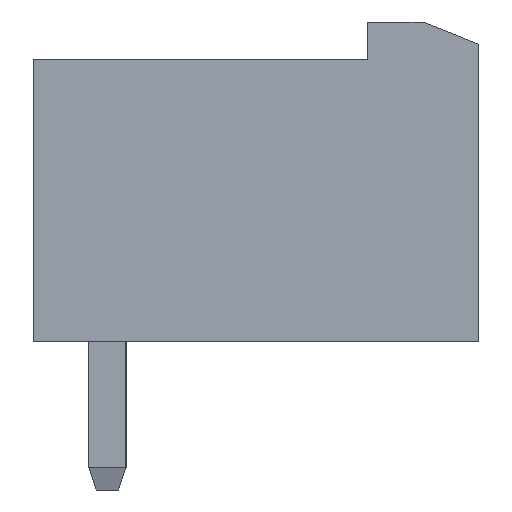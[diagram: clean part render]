
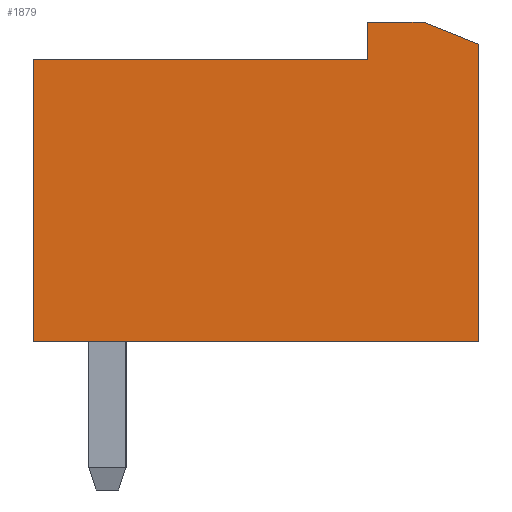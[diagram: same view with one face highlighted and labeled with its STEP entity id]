
A CAD part, left-side view. The second image highlights one B-rep face of the part: STEP entity #1879.
In plain terms, the highlighted planar face has unit normal (-1, 0, 0).
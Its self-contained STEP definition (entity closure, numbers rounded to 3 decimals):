
#22 = VERTEX_POINT('',#23);
#23 = CARTESIAN_POINT('',(-3.54,2.,7.6));
#32 = PLANE('',#33);
#33 = AXIS2_PLACEMENT_3D('',#34,#35,#36);
#34 = CARTESIAN_POINT('',(-3.54,2.,7.6));
#35 = DIRECTION('',(0.,1.,0.));
#36 = DIRECTION('',(0.,0.,-1.));
#44 = PLANE('',#45);
#45 = AXIS2_PLACEMENT_3D('',#46,#47,#48);
#46 = CARTESIAN_POINT('',(-3.54,-7.,7.6));
#47 = DIRECTION('',(0.,0.,1.));
#48 = DIRECTION('',(0.,1.,0.));
#85 = VERTEX_POINT('',#86);
#86 = CARTESIAN_POINT('',(-3.54,2.,0.));
#100 = PLANE('',#101);
#101 = AXIS2_PLACEMENT_3D('',#102,#103,#104);
#102 = CARTESIAN_POINT('',(-3.54,2.,0.));
#103 = DIRECTION('',(0.,0.,-1.));
#104 = DIRECTION('',(0.,-1.,0.));
#112 = EDGE_CURVE('',#22,#85,#113,.T.);
#113 = SURFACE_CURVE('',#114,(#118,#125),.PCURVE_S1.);
#114 = LINE('',#115,#116);
#115 = CARTESIAN_POINT('',(-3.54,2.,7.6));
#116 = VECTOR('',#117,1.);
#117 = DIRECTION('',(0.,0.,-1.));
#118 = PCURVE('',#32,#119);
#119 = DEFINITIONAL_REPRESENTATION('',(#120),#124);
#120 = LINE('',#121,#122);
#121 = CARTESIAN_POINT('',(0.,0.));
#122 = VECTOR('',#123,1.);
#123 = DIRECTION('',(1.,0.));
#124 = ( GEOMETRIC_REPRESENTATION_CONTEXT(2)
PARAMETRIC_REPRESENTATION_CONTEXT() REPRESENTATION_CONTEXT('2D SPACE',''
) );
#125 = PCURVE('',#126,#131);
#126 = PLANE('',#127);
#127 = AXIS2_PLACEMENT_3D('',#128,#129,#130);
#128 = CARTESIAN_POINT('',(-3.54,2.,7.6));
#129 = DIRECTION('',(1.,0.,0.));
#130 = DIRECTION('',(0.,-1.,0.));
#131 = DEFINITIONAL_REPRESENTATION('',(#132),#136);
#132 = LINE('',#133,#134);
#133 = CARTESIAN_POINT('',(0.,0.));
#134 = VECTOR('',#135,1.);
#135 = DIRECTION('',(0.,1.));
#136 = ( GEOMETRIC_REPRESENTATION_CONTEXT(2)
PARAMETRIC_REPRESENTATION_CONTEXT() REPRESENTATION_CONTEXT('2D SPACE',''
) );
#142 = VERTEX_POINT('',#143);
#143 = CARTESIAN_POINT('',(-3.54,-7.,7.6));
#159 = PLANE('',#160);
#160 = AXIS2_PLACEMENT_3D('',#161,#162,#163);
#161 = CARTESIAN_POINT('',(-3.54,-7.,8.6));
#162 = DIRECTION('',(0.,1.,0.));
#163 = DIRECTION('',(0.,0.,-1.));
#193 = EDGE_CURVE('',#142,#22,#194,.T.);
#194 = SURFACE_CURVE('',#195,(#199,#206),.PCURVE_S1.);
#195 = LINE('',#196,#197);
#196 = CARTESIAN_POINT('',(-3.54,-7.,7.6));
#197 = VECTOR('',#198,1.);
#198 = DIRECTION('',(0.,1.,0.));
#199 = PCURVE('',#44,#200);
#200 = DEFINITIONAL_REPRESENTATION('',(#201),#205);
#201 = LINE('',#202,#203);
#202 = CARTESIAN_POINT('',(0.,0.));
#203 = VECTOR('',#204,1.);
#204 = DIRECTION('',(1.,0.));
#205 = ( GEOMETRIC_REPRESENTATION_CONTEXT(2)
PARAMETRIC_REPRESENTATION_CONTEXT() REPRESENTATION_CONTEXT('2D SPACE',''
) );
#206 = PCURVE('',#126,#207);
#207 = DEFINITIONAL_REPRESENTATION('',(#208),#212);
#208 = LINE('',#209,#210);
#209 = CARTESIAN_POINT('',(9.,0.));
#210 = VECTOR('',#211,1.);
#211 = DIRECTION('',(-1.,0.));
#212 = ( GEOMETRIC_REPRESENTATION_CONTEXT(2)
PARAMETRIC_REPRESENTATION_CONTEXT() REPRESENTATION_CONTEXT('2D SPACE',''
) );
#242 = VERTEX_POINT('',#243);
#243 = CARTESIAN_POINT('',(-3.54,-10.,0.));
#257 = PLANE('',#258);
#258 = AXIS2_PLACEMENT_3D('',#259,#260,#261);
#259 = CARTESIAN_POINT('',(-3.54,-10.,0.));
#260 = DIRECTION('',(0.,-1.,0.));
#261 = DIRECTION('',(0.,0.,1.));
#269 = EDGE_CURVE('',#85,#242,#270,.T.);
#270 = SURFACE_CURVE('',#271,(#275,#282),.PCURVE_S1.);
#271 = LINE('',#272,#273);
#272 = CARTESIAN_POINT('',(-3.54,2.,0.));
#273 = VECTOR('',#274,1.);
#274 = DIRECTION('',(0.,-1.,0.));
#275 = PCURVE('',#100,#276);
#276 = DEFINITIONAL_REPRESENTATION('',(#277),#281);
#277 = LINE('',#278,#279);
#278 = CARTESIAN_POINT('',(0.,0.));
#279 = VECTOR('',#280,1.);
#280 = DIRECTION('',(1.,0.));
#281 = ( GEOMETRIC_REPRESENTATION_CONTEXT(2)
PARAMETRIC_REPRESENTATION_CONTEXT() REPRESENTATION_CONTEXT('2D SPACE',''
) );
#282 = PCURVE('',#126,#283);
#283 = DEFINITIONAL_REPRESENTATION('',(#284),#288);
#284 = LINE('',#285,#286);
#285 = CARTESIAN_POINT('',(0.,7.6));
#286 = VECTOR('',#287,1.);
#287 = DIRECTION('',(1.,0.));
#288 = ( GEOMETRIC_REPRESENTATION_CONTEXT(2)
PARAMETRIC_REPRESENTATION_CONTEXT() REPRESENTATION_CONTEXT('2D SPACE',''
) );
#1879 = ADVANCED_FACE('',(#1880),#126,.F.);
#1880 = FACE_BOUND('',#1881,.T.);
#1881 = EDGE_LOOP('',(#1882,#1883,#1884,#1907,#1935,#1963,#1984));
#1882 = ORIENTED_EDGE('',*,*,#112,.T.);
#1883 = ORIENTED_EDGE('',*,*,#269,.T.);
#1884 = ORIENTED_EDGE('',*,*,#1885,.T.);
#1885 = EDGE_CURVE('',#242,#1886,#1888,.T.);
#1886 = VERTEX_POINT('',#1887);
#1887 = CARTESIAN_POINT('',(-3.54,-10.,8.));
#1888 = SURFACE_CURVE('',#1889,(#1893,#1900),.PCURVE_S1.);
#1889 = LINE('',#1890,#1891);
#1890 = CARTESIAN_POINT('',(-3.54,-10.,0.));
#1891 = VECTOR('',#1892,1.);
#1892 = DIRECTION('',(0.,0.,1.));
#1893 = PCURVE('',#126,#1894);
#1894 = DEFINITIONAL_REPRESENTATION('',(#1895),#1899);
#1895 = LINE('',#1896,#1897);
#1896 = CARTESIAN_POINT('',(12.,7.6));
#1897 = VECTOR('',#1898,1.);
#1898 = DIRECTION('',(0.,-1.));
#1899 = ( GEOMETRIC_REPRESENTATION_CONTEXT(2)
PARAMETRIC_REPRESENTATION_CONTEXT() REPRESENTATION_CONTEXT('2D SPACE',''
) );
#1900 = PCURVE('',#257,#1901);
#1901 = DEFINITIONAL_REPRESENTATION('',(#1902),#1906);
#1902 = LINE('',#1903,#1904);
#1903 = CARTESIAN_POINT('',(0.,0.));
#1904 = VECTOR('',#1905,1.);
#1905 = DIRECTION('',(1.,0.));
#1906 = ( GEOMETRIC_REPRESENTATION_CONTEXT(2)
PARAMETRIC_REPRESENTATION_CONTEXT() REPRESENTATION_CONTEXT('2D SPACE',''
) );
#1907 = ORIENTED_EDGE('',*,*,#1908,.T.);
#1908 = EDGE_CURVE('',#1886,#1909,#1911,.T.);
#1909 = VERTEX_POINT('',#1910);
#1910 = CARTESIAN_POINT('',(-3.54,-8.5,8.6));
#1911 = SURFACE_CURVE('',#1912,(#1916,#1923),.PCURVE_S1.);
#1912 = LINE('',#1913,#1914);
#1913 = CARTESIAN_POINT('',(-3.54,-10.,8.));
#1914 = VECTOR('',#1915,1.);
#1915 = DIRECTION('',(0.,0.928,0.371));
#1916 = PCURVE('',#126,#1917);
#1917 = DEFINITIONAL_REPRESENTATION('',(#1918),#1922);
#1918 = LINE('',#1919,#1920);
#1919 = CARTESIAN_POINT('',(12.,-0.4));
#1920 = VECTOR('',#1921,1.);
#1921 = DIRECTION('',(-0.928,-0.371));
#1922 = ( GEOMETRIC_REPRESENTATION_CONTEXT(2)
PARAMETRIC_REPRESENTATION_CONTEXT() REPRESENTATION_CONTEXT('2D SPACE',''
) );
#1923 = PCURVE('',#1924,#1929);
#1924 = PLANE('',#1925);
#1925 = AXIS2_PLACEMENT_3D('',#1926,#1927,#1928);
#1926 = CARTESIAN_POINT('',(-3.54,-10.,8.));
#1927 = DIRECTION('',(0.,-0.371,0.928));
#1928 = DIRECTION('',(0.,0.928,0.371));
#1929 = DEFINITIONAL_REPRESENTATION('',(#1930),#1934);
#1930 = LINE('',#1931,#1932);
#1931 = CARTESIAN_POINT('',(0.,0.));
#1932 = VECTOR('',#1933,1.);
#1933 = DIRECTION('',(1.,0.));
#1934 = ( GEOMETRIC_REPRESENTATION_CONTEXT(2)
PARAMETRIC_REPRESENTATION_CONTEXT() REPRESENTATION_CONTEXT('2D SPACE',''
) );
#1935 = ORIENTED_EDGE('',*,*,#1936,.T.);
#1936 = EDGE_CURVE('',#1909,#1937,#1939,.T.);
#1937 = VERTEX_POINT('',#1938);
#1938 = CARTESIAN_POINT('',(-3.54,-7.,8.6));
#1939 = SURFACE_CURVE('',#1940,(#1944,#1951),.PCURVE_S1.);
#1940 = LINE('',#1941,#1942);
#1941 = CARTESIAN_POINT('',(-3.54,-8.5,8.6));
#1942 = VECTOR('',#1943,1.);
#1943 = DIRECTION('',(0.,1.,0.));
#1944 = PCURVE('',#126,#1945);
#1945 = DEFINITIONAL_REPRESENTATION('',(#1946),#1950);
#1946 = LINE('',#1947,#1948);
#1947 = CARTESIAN_POINT('',(10.5,-1.));
#1948 = VECTOR('',#1949,1.);
#1949 = DIRECTION('',(-1.,0.));
#1950 = ( GEOMETRIC_REPRESENTATION_CONTEXT(2)
PARAMETRIC_REPRESENTATION_CONTEXT() REPRESENTATION_CONTEXT('2D SPACE',''
) );
#1951 = PCURVE('',#1952,#1957);
#1952 = PLANE('',#1953);
#1953 = AXIS2_PLACEMENT_3D('',#1954,#1955,#1956);
#1954 = CARTESIAN_POINT('',(-3.54,-8.5,8.6));
#1955 = DIRECTION('',(0.,0.,1.));
#1956 = DIRECTION('',(0.,1.,0.));
#1957 = DEFINITIONAL_REPRESENTATION('',(#1958),#1962);
#1958 = LINE('',#1959,#1960);
#1959 = CARTESIAN_POINT('',(0.,0.));
#1960 = VECTOR('',#1961,1.);
#1961 = DIRECTION('',(1.,0.));
#1962 = ( GEOMETRIC_REPRESENTATION_CONTEXT(2)
PARAMETRIC_REPRESENTATION_CONTEXT() REPRESENTATION_CONTEXT('2D SPACE',''
) );
#1963 = ORIENTED_EDGE('',*,*,#1964,.T.);
#1964 = EDGE_CURVE('',#1937,#142,#1965,.T.);
#1965 = SURFACE_CURVE('',#1966,(#1970,#1977),.PCURVE_S1.);
#1966 = LINE('',#1967,#1968);
#1967 = CARTESIAN_POINT('',(-3.54,-7.,8.6));
#1968 = VECTOR('',#1969,1.);
#1969 = DIRECTION('',(0.,0.,-1.));
#1970 = PCURVE('',#126,#1971);
#1971 = DEFINITIONAL_REPRESENTATION('',(#1972),#1976);
#1972 = LINE('',#1973,#1974);
#1973 = CARTESIAN_POINT('',(9.,-1.));
#1974 = VECTOR('',#1975,1.);
#1975 = DIRECTION('',(0.,1.));
#1976 = ( GEOMETRIC_REPRESENTATION_CONTEXT(2)
PARAMETRIC_REPRESENTATION_CONTEXT() REPRESENTATION_CONTEXT('2D SPACE',''
) );
#1977 = PCURVE('',#159,#1978);
#1978 = DEFINITIONAL_REPRESENTATION('',(#1979),#1983);
#1979 = LINE('',#1980,#1981);
#1980 = CARTESIAN_POINT('',(0.,0.));
#1981 = VECTOR('',#1982,1.);
#1982 = DIRECTION('',(1.,0.));
#1983 = ( GEOMETRIC_REPRESENTATION_CONTEXT(2)
PARAMETRIC_REPRESENTATION_CONTEXT() REPRESENTATION_CONTEXT('2D SPACE',''
) );
#1984 = ORIENTED_EDGE('',*,*,#193,.T.);
